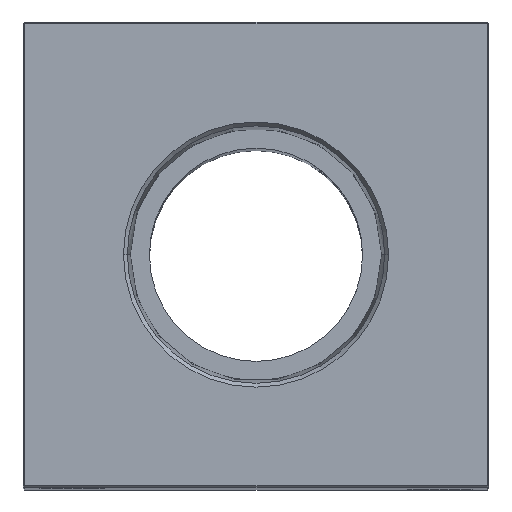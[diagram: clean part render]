
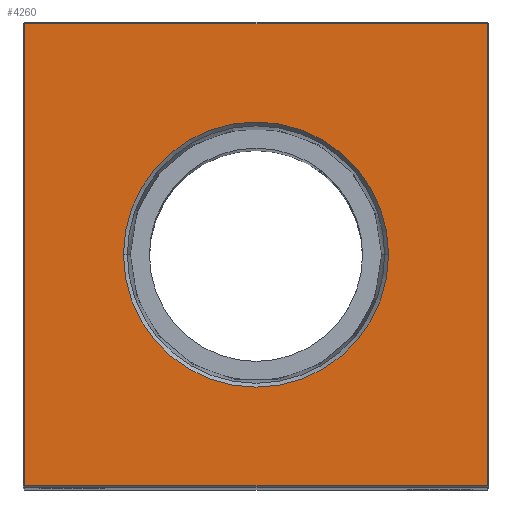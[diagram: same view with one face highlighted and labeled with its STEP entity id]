
A CAD part, top view. The second image highlights one B-rep face of the part: STEP entity #4260.
In plain terms, the highlighted planar face has unit normal (0, 0, 1).
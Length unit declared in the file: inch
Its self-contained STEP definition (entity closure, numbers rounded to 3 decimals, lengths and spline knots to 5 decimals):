
#334 = EDGE_CURVE ( 'NONE', #22270, #29423, #23469, .T. ) ;
#984 = DIRECTION ( 'NONE',  ( -1., 0., 0. ) ) ;
#1365 = ORIENTED_EDGE ( 'NONE', *, *, #23748, .T. ) ;
#2347 = DIRECTION ( 'NONE',  ( 0., 1., 0. ) ) ;
#3577 = DIRECTION ( 'NONE',  ( 1., 0., 0. ) ) ;
#3828 = DIRECTION ( 'NONE',  ( 0., 0., 1. ) ) ;
#4260 = ADVANCED_FACE ( 'NONE', ( #28398, #5156 ), #15446, .F. ) ;
#4500 = EDGE_CURVE ( 'NONE', #23717, #10540, #15191, .T. ) ;
#5156 = FACE_BOUND ( 'NONE', #29339, .T. ) ;
#5395 = VECTOR ( 'NONE', #30822, 39.37008 ) ;
#5469 = ORIENTED_EDGE ( 'NONE', *, *, #4500, .T. ) ;
#5508 = DIRECTION ( 'NONE',  ( -1., 0., 0. ) ) ;
#6972 = AXIS2_PLACEMENT_3D ( 'NONE', #27070, #3828, #14166 ) ;
#7425 = DIRECTION ( 'NONE',  ( 1., 0., 0. ) ) ;
#7904 = EDGE_CURVE ( 'NONE', #10540, #27831, #13844, .T. ) ;
#8924 = AXIS2_PLACEMENT_3D ( 'NONE', #16419, #26812, #3577 ) ;
#10089 = LINE ( 'NONE', #20347, #5395 ) ;
#10472 = CARTESIAN_POINT ( 'NONE',  ( -1.49, -1.49, 10.5 ) ) ;
#10540 = VERTEX_POINT ( 'NONE', #20818 ) ;
#13045 = VECTOR ( 'NONE', #2347, 39.37008 ) ;
#13844 = LINE ( 'NONE', #24151, #17767 ) ;
#14166 = DIRECTION ( 'NONE',  ( 1., 0., 0. ) ) ;
#15061 = VECTOR ( 'NONE', #7425, 39.37008 ) ;
#15191 = LINE ( 'NONE', #25559, #13045 ) ;
#15446 = PLANE ( 'NONE',  #29279 ) ;
#16419 = CARTESIAN_POINT ( 'NONE',  ( 0., 0., 10.5 ) ) ;
#17767 = VECTOR ( 'NONE', #984, 39.37008 ) ;
#18298 = CARTESIAN_POINT ( 'NONE',  ( 0., 0., 10.5 ) ) ;
#20227 = LINE ( 'NONE', #30721, #15061 ) ;
#20347 = CARTESIAN_POINT ( 'NONE',  ( -1.49, 0., 10.5 ) ) ;
#20818 = CARTESIAN_POINT ( 'NONE',  ( 1.49, 1.49, 10.5 ) ) ;
#21549 = CIRCLE ( 'NONE', #6972, 0.85498 ) ;
#22264 = ORIENTED_EDGE ( 'NONE', *, *, #334, .F. ) ;
#22270 = VERTEX_POINT ( 'NONE', #32249 ) ;
#22645 = CARTESIAN_POINT ( 'NONE',  ( 1.49, -1.49, 10.5 ) ) ;
#23091 = EDGE_CURVE ( 'NONE', #29423, #22270, #21549, .T. ) ;
#23469 = CIRCLE ( 'NONE', #8924, 0.85498 ) ;
#23717 = VERTEX_POINT ( 'NONE', #22645 ) ;
#23748 = EDGE_CURVE ( 'NONE', #32798, #23717, #20227, .T. ) ;
#24151 = CARTESIAN_POINT ( 'NONE',  ( 0., 1.49, 10.5 ) ) ;
#24373 = CARTESIAN_POINT ( 'NONE',  ( -1.49, 1.49, 10.5 ) ) ;
#24657 = ORIENTED_EDGE ( 'NONE', *, *, #23091, .F. ) ;
#25165 = ORIENTED_EDGE ( 'NONE', *, *, #7904, .T. ) ;
#25559 = CARTESIAN_POINT ( 'NONE',  ( 1.49, 0., 10.5 ) ) ;
#26680 = EDGE_CURVE ( 'NONE', #27831, #32798, #10089, .T. ) ;
#26739 = CARTESIAN_POINT ( 'NONE',  ( 0.85498, 0., 10.5 ) ) ;
#26812 = DIRECTION ( 'NONE',  ( 0., 0., 1. ) ) ;
#27070 = CARTESIAN_POINT ( 'NONE',  ( 0., 0., 10.5 ) ) ;
#27831 = VERTEX_POINT ( 'NONE', #24373 ) ;
#28398 = FACE_OUTER_BOUND ( 'NONE', #31719, .T. ) ;
#28745 = DIRECTION ( 'NONE',  ( 0., 0., -1. ) ) ;
#29279 = AXIS2_PLACEMENT_3D ( 'NONE', #18298, #28745, #5508 ) ;
#29339 = EDGE_LOOP ( 'NONE', ( #24657, #22264 ) ) ;
#29423 = VERTEX_POINT ( 'NONE', #26739 ) ;
#29836 = ORIENTED_EDGE ( 'NONE', *, *, #26680, .T. ) ;
#30721 = CARTESIAN_POINT ( 'NONE',  ( 0., -1.49, 10.5 ) ) ;
#30822 = DIRECTION ( 'NONE',  ( 0., -1., 0. ) ) ;
#31719 = EDGE_LOOP ( 'NONE', ( #29836, #1365, #5469, #25165 ) ) ;
#32249 = CARTESIAN_POINT ( 'NONE',  ( -0.85498, 0., 10.5 ) ) ;
#32798 = VERTEX_POINT ( 'NONE', #10472 ) ;
